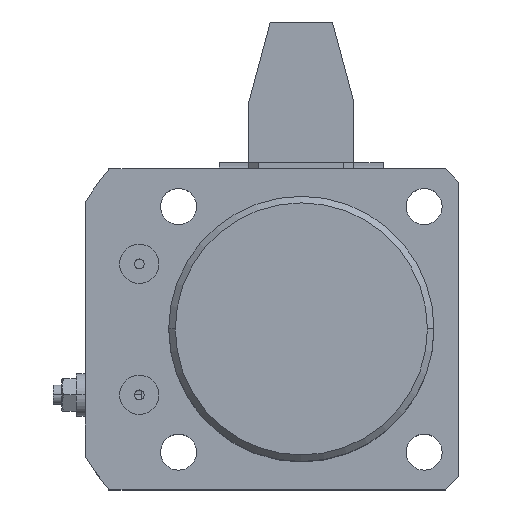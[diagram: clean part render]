
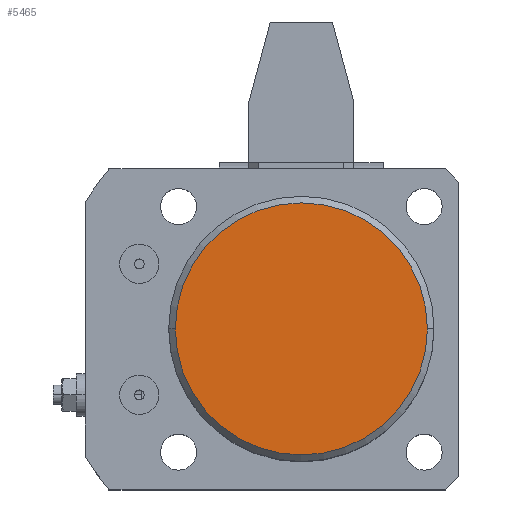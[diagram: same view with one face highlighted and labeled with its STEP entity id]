
A CAD part, top view. The second image highlights one B-rep face of the part: STEP entity #5465.
In plain terms, the highlighted planar face has unit normal (0, 0, 1).
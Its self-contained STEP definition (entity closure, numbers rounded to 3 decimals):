
#744 = DIRECTION ( 'NONE',  ( 1., 0., 0. ) ) ;
#745 = DIRECTION ( 'NONE',  ( 0., 0., 1. ) ) ;
#1308 = DIRECTION ( 'NONE',  ( 1., 0., 0. ) ) ;
#1317 = DIRECTION ( 'NONE',  ( 0., 0., 1. ) ) ;
#1321 = PLANE ( 'NONE',  #6210 ) ;
#1325 = CARTESIAN_POINT ( 'NONE',  ( 0., 0., 111. ) ) ;
#1697 = VERTEX_POINT ( 'NONE', #6964 ) ;
#1765 = VERTEX_POINT ( 'NONE', #7058 ) ;
#2361 = CARTESIAN_POINT ( 'NONE',  ( 0., 0., 111. ) ) ;
#3314 = EDGE_LOOP ( 'NONE', ( #4684, #4683 ) ) ;
#3526 = FACE_OUTER_BOUND ( 'NONE', #3314, .T. ) ;
#4520 = CIRCLE ( 'NONE', #6554, 38.5 ) ;
#4631 = DIRECTION ( 'NONE',  ( 1., 0., 0. ) ) ;
#4644 = CARTESIAN_POINT ( 'NONE',  ( 0., 0., 111. ) ) ;
#4672 = DIRECTION ( 'NONE',  ( 0., 0., 1. ) ) ;
#4683 = ORIENTED_EDGE ( 'NONE', *, *, #6032, .T. ) ;
#4684 = ORIENTED_EDGE ( 'NONE', *, *, #6077, .T. ) ;
#4921 = CIRCLE ( 'NONE', #6575, 38.5 ) ;
#5465 = ADVANCED_FACE ( 'NONE', ( #3526 ), #1321, .T. ) ;
#6032 = EDGE_CURVE ( 'NONE', #1697, #1765, #4520, .T. ) ;
#6077 = EDGE_CURVE ( 'NONE', #1765, #1697, #4921, .T. ) ;
#6210 = AXIS2_PLACEMENT_3D ( 'NONE', #1325, #1317, #1308 ) ;
#6554 = AXIS2_PLACEMENT_3D ( 'NONE', #2361, #745, #744 ) ;
#6575 = AXIS2_PLACEMENT_3D ( 'NONE', #4644, #4672, #4631 ) ;
#6964 = CARTESIAN_POINT ( 'NONE',  ( 38.5, 0., 111. ) ) ;
#7058 = CARTESIAN_POINT ( 'NONE',  ( -38.5, 0., 111. ) ) ;
